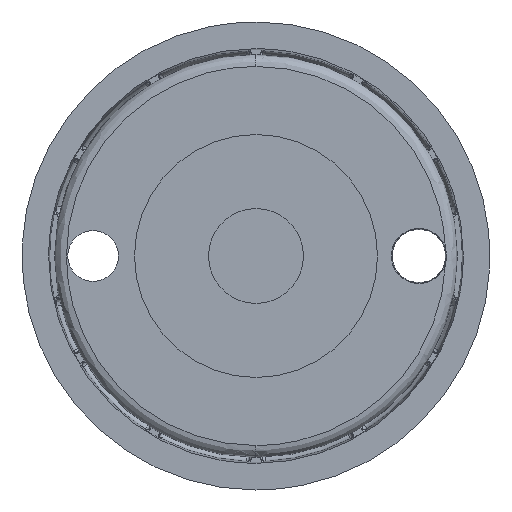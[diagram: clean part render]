
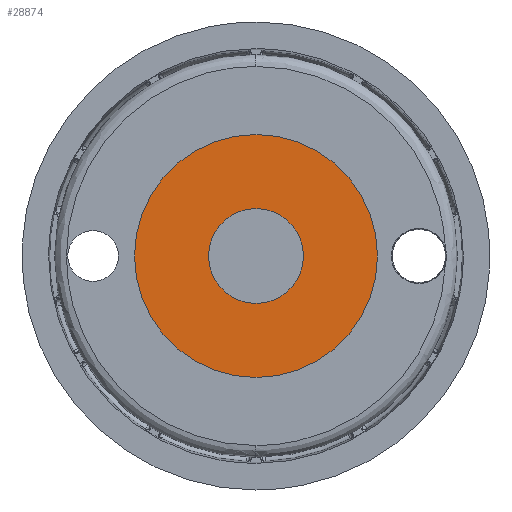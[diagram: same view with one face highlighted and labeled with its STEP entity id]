
A CAD part, front view. The second image highlights one B-rep face of the part: STEP entity #28874.
In plain terms, the highlighted planar face has unit normal (0, -1, 0).
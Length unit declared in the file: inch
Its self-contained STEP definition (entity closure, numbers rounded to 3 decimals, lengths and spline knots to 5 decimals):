
#134 = DIRECTION ( 'NONE',  ( 0., 1., 0. ) ) ;
#202 = AXIS2_PLACEMENT_3D ( 'NONE', #8802, #8645, #8606 ) ;
#1056 = DIRECTION ( 'NONE',  ( 0., 0., 1. ) ) ;
#1341 = ORIENTED_EDGE ( 'NONE', *, *, #20082, .T. ) ;
#2252 = EDGE_CURVE ( 'NONE', #12734, #25761, #11201, .T. ) ;
#3640 = CARTESIAN_POINT ( 'NONE',  ( 0., -0.06299, 0.31496 ) ) ;
#7442 = ORIENTED_EDGE ( 'NONE', *, *, #30730, .F. ) ;
#8245 = CARTESIAN_POINT ( 'NONE',  ( 0., -0.06299, 0.80709 ) ) ;
#8606 = DIRECTION ( 'NONE',  ( 0., 0., -1. ) ) ;
#8645 = DIRECTION ( 'NONE',  ( 0., -1., 0. ) ) ;
#8802 = CARTESIAN_POINT ( 'NONE',  ( 0., -0.06299, 0. ) ) ;
#9177 = ORIENTED_EDGE ( 'NONE', *, *, #9751, .T. ) ;
#9751 = EDGE_CURVE ( 'NONE', #14680, #35209, #27508, .T. ) ;
#9910 = AXIS2_PLACEMENT_3D ( 'NONE', #23481, #23369, #23358 ) ;
#10047 = FACE_OUTER_BOUND ( 'NONE', #42238, .T. ) ;
#11201 = CIRCLE ( 'NONE', #19757, 0.31496 ) ;
#12042 = CIRCLE ( 'NONE', #9910, 0.80709 ) ;
#12734 = VERTEX_POINT ( 'NONE', #21266 ) ;
#12749 = CARTESIAN_POINT ( 'NONE',  ( 0., -0.06299, -0.80709 ) ) ;
#14680 = VERTEX_POINT ( 'NONE', #12749 ) ;
#15209 = DIRECTION ( 'NONE',  ( 0., 0., -1. ) ) ;
#15272 = DIRECTION ( 'NONE',  ( 0., -1., 0. ) ) ;
#15344 = CARTESIAN_POINT ( 'NONE',  ( 0., -0.06299, 0. ) ) ;
#19757 = AXIS2_PLACEMENT_3D ( 'NONE', #15344, #15272, #15209 ) ;
#20082 = EDGE_CURVE ( 'NONE', #35209, #14680, #12042, .T. ) ;
#20455 = FACE_BOUND ( 'NONE', #25160, .T. ) ;
#21266 = CARTESIAN_POINT ( 'NONE',  ( 0., -0.06299, -0.31496 ) ) ;
#21600 = CIRCLE ( 'NONE', #35535, 0.31496 ) ;
#23358 = DIRECTION ( 'NONE',  ( 0., 0., -1. ) ) ;
#23369 = DIRECTION ( 'NONE',  ( 0., -1., 0. ) ) ;
#23481 = CARTESIAN_POINT ( 'NONE',  ( 0., -0.06299, 0. ) ) ;
#25160 = EDGE_LOOP ( 'NONE', ( #27494, #7442 ) ) ;
#25761 = VERTEX_POINT ( 'NONE', #3640 ) ;
#27494 = ORIENTED_EDGE ( 'NONE', *, *, #2252, .F. ) ;
#27508 = CIRCLE ( 'NONE', #202, 0.80709 ) ;
#28874 = ADVANCED_FACE ( 'NONE', ( #10047, #20455 ), #44149, .F. ) ;
#30289 = CARTESIAN_POINT ( 'NONE',  ( 0., -0.06299, -0.80709 ) ) ;
#30730 = EDGE_CURVE ( 'NONE', #25761, #12734, #21600, .T. ) ;
#30852 = AXIS2_PLACEMENT_3D ( 'NONE', #30289, #134, #1056 ) ;
#35209 = VERTEX_POINT ( 'NONE', #8245 ) ;
#35535 = AXIS2_PLACEMENT_3D ( 'NONE', #37642, #37631, #37599 ) ;
#37599 = DIRECTION ( 'NONE',  ( 0., 0., -1. ) ) ;
#37631 = DIRECTION ( 'NONE',  ( 0., -1., 0. ) ) ;
#37642 = CARTESIAN_POINT ( 'NONE',  ( 0., -0.06299, 0. ) ) ;
#42238 = EDGE_LOOP ( 'NONE', ( #9177, #1341 ) ) ;
#44149 = PLANE ( 'NONE',  #30852 ) ;
